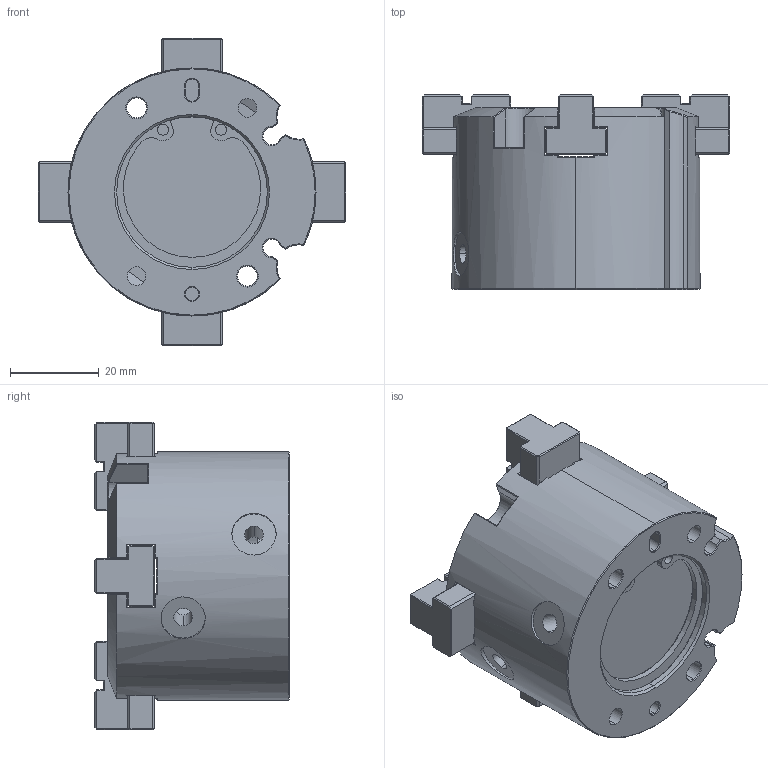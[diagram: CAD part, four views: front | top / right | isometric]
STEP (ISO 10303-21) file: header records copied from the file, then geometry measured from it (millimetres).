
FILE_DESCRIPTION (( 'STEP AP203' ), '1' );
FILE_NAME ('GC324.STEP', '2019-09-19T02:59:58', ( 'user' ), ( '' ), 'SwSTEP 2.0', 'SolidWorks 2014', '' );
FILE_SCHEMA (( 'CONFIG_CONTROL_DESIGN' ));
Length unit declared in the file: millimetre
Products named in the file (1): GC324
Bounding box: 69.41 x 44 x 69.41 mm (x, y, z)
Surface area: 23948.9 mm2 (no closed solid volume)
Topology: 0 solids, 12 shells, 564 faces, 1729 edges, 1151 vertices
Faces by surface type: plane 332, cylinder 103, cone 80, bspline 22, torus 22, sphere 5
Entity records: 20218 total; most frequent: CARTESIAN_POINT 5327, DIRECTION 2948, ORIENTED_EDGE 2919, EDGE_CURVE 1723, VERTEX_POINT 1149, VECTOR 1118, LINE 1118, AXIS2_PLACEMENT_3D 915
